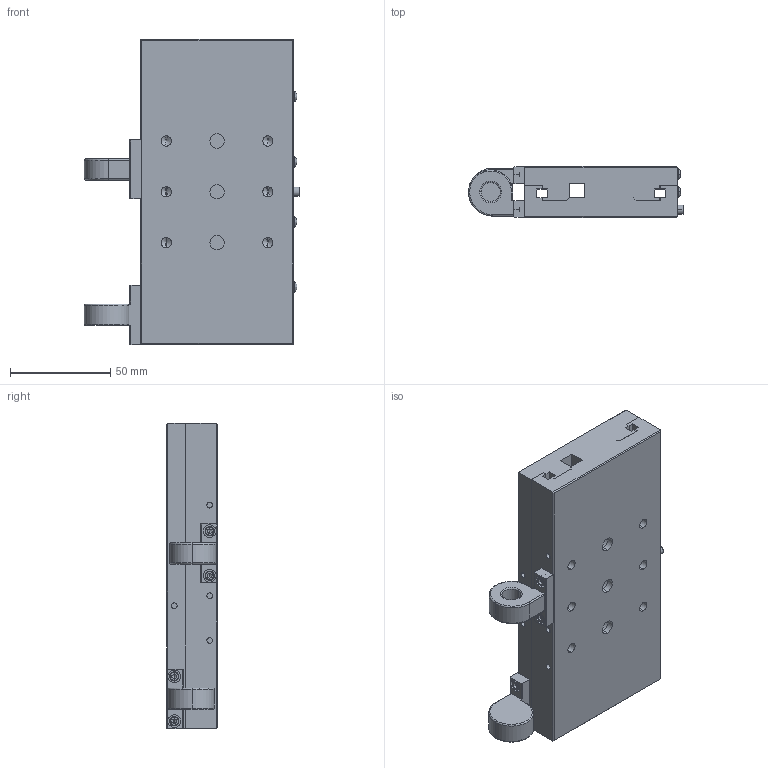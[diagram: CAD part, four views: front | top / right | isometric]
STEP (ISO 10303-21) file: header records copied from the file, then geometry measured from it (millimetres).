
FILE_DESCRIPTION((''),'2;1');
FILE_NAME('443','2021-12-17T20:06:46',('Administrator'),(''),'CREO PARAMETRIC BY PTC INC, 2019030','CREO PARAMETRIC BY PTC INC, 2019030','');
FILE_SCHEMA(('AUTOMOTIVE_DESIGN { 1 0 10303 214 1 1 1 1 }'));
Length unit declared in the file: millimetre
Products named in the file (1): 443
Bounding box: 107.54 x 25.4 x 152.6 mm (x, y, z)
Volume: 281543.6 mm3; surface area: 70344.1 mm2
Topology: 1 solids, 18 shells, 535 faces, 1234 edges, 758 vertices
Faces by surface type: plane 269, cylinder 164, cone 56, torus 38, bspline 8
Entity records: 18925 total; most frequent: CARTESIAN_POINT 2765, DIRECTION 2765, ORIENTED_EDGE 2408, PRESENTATION_STYLE_ASSIGNMENT 1205, STYLED_ITEM 1205, CURVE_STYLE 1204, EDGE_CURVE 1204, AXIS2_PLACEMENT_3D 1041
